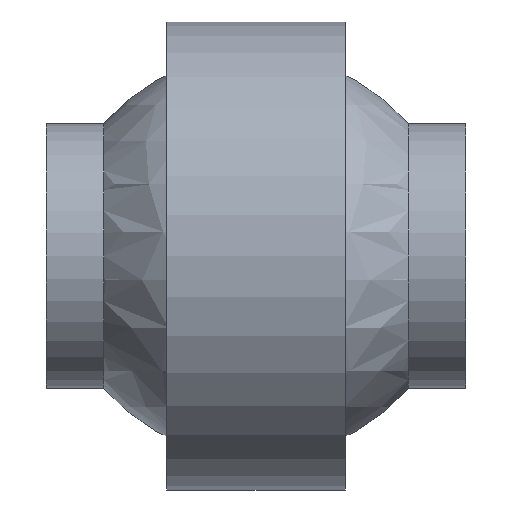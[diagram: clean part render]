
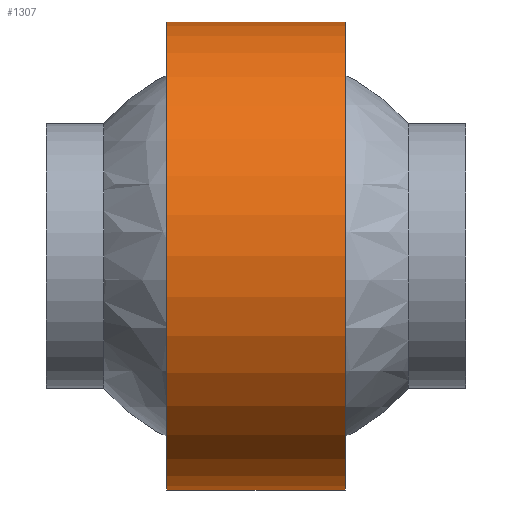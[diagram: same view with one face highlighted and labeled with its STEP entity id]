
A CAD part, left-side view. The second image highlights one B-rep face of the part: STEP entity #1307.
In plain terms, the highlighted cylindrical face has radius 11.506 mm (diameter 23.012 mm), a partial arc.
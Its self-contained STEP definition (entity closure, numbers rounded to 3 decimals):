
#1239=CARTESIAN_POINT('POINT55',(0.,4.382,
   -11.506));
#1240=VERTEX_POINT('VERTEX55',#1239);
#1241=CARTESIAN_POINT('POINT56',(0.,4.382,
   11.506));
#1242=VERTEX_POINT('VERTEX56',#1241);
#1243=CARTESIAN_POINT('POS84',(0.,4.382,
   0.));
#1244=DIRECTION('DIR141',(0.,1.,
   0.));
#1245=DIRECTION('DIR142',(0.,0.,
   -1.));
#1246=AXIS2_PLACEMENT_3D('AXIS58',#1243,#1244,#1245);
#1247=CIRCLE('ELLIPSE39',#1246,11.506);
#1248=EDGE_CURVE('EDGE93',#1240,#1242,#1247,.T.);
#1259=CARTESIAN_POINT('POINT57',(0.,-4.382,
   -11.506));
#1260=VERTEX_POINT('VERTEX57',#1259);
#1261=CARTESIAN_POINT('POINT58',(0.,-4.382,
   11.506));
#1262=VERTEX_POINT('VERTEX58',#1261);
#1263=CARTESIAN_POINT('POS85',(0.,-4.382,
   0.));
#1264=DIRECTION('DIR143',(0.,-1.,
   0.));
#1265=DIRECTION('DIR144',(0.,0.,
   -1.));
#1266=AXIS2_PLACEMENT_3D('AXIS59',#1263,#1264,#1265);
#1267=CIRCLE('ELLIPSE40',#1266,11.506);
#1270=EDGE_CURVE('EDGE96',#1262,#1260,#1267,.T.);
#1279=CARTESIAN_POINT('POS86',(0.,
   0.,-11.506));
#1280=DIRECTION('DIR145',(0.,1.,
   0.));
#1281=VECTOR('VEC27',#1280,1.);
#1282=LINE('STRAIGHT27',#1279,#1281);
#1283=EDGE_CURVE('EDGE97',#1260,#1240,#1282,.T.);
#1286=CARTESIAN_POINT('POS87',(0.,
   0.,11.506));
#1287=DIRECTION('DIR146',(0.,-1.,
   0.));
#1288=VECTOR('VEC28',#1287,1.);
#1289=LINE('STRAIGHT28',#1286,#1288);
#1290=EDGE_CURVE('EDGE98',#1242,#1262,#1289,.T.);
#1295=CARTESIAN_POINT('POS88',(0.,0.,0.));
#1296=DIRECTION('DIR147',(0.,1.,
   0.));
#1297=DIRECTION('DIR148',(0.,0.,
   -1.));
#1298=AXIS2_PLACEMENT_3D('AXIS60',#1295,#1296,#1297);
#1299=CYLINDRICAL_SURFACE('CONE_SURF13',#1298,11.506);
#1301=ORIENTED_EDGE('COEDGE193',*,*,#1283,.F.);
#1302=ORIENTED_EDGE('COEDGE194',*,*,#1270,.F.);
#1303=ORIENTED_EDGE('COEDGE195',*,*,#1290,.F.);
#1304=ORIENTED_EDGE('COEDGE196',*,*,#1248,.F.);
#1305=EDGE_LOOP('NONE',(#1301,#1302,#1303,#1304));
#1306=FACE_BOUND('LOOP1',#1305,.T.);
#1307=ADVANCED_FACE('FACE46',(#1306),#1299,.T.);
